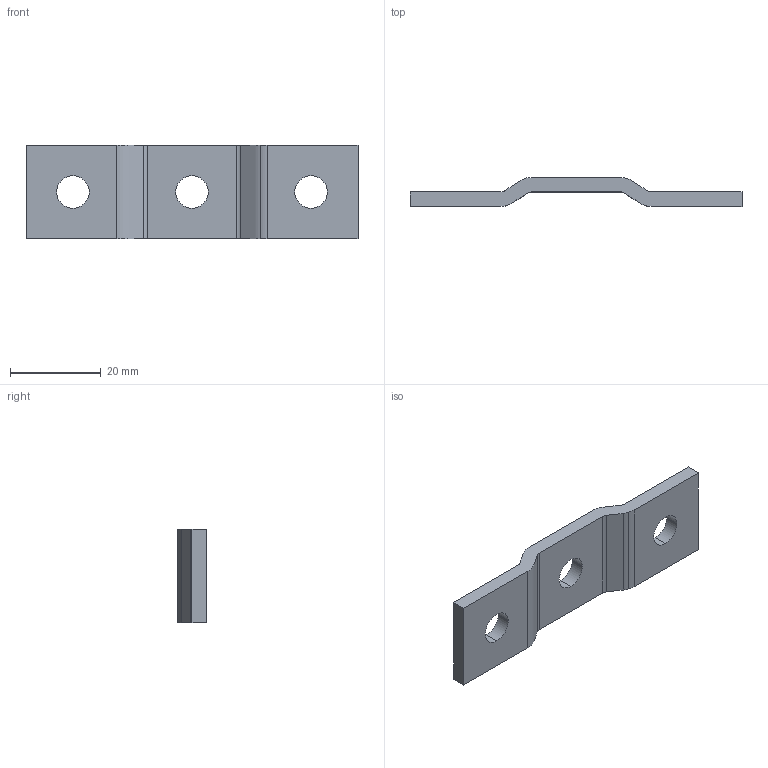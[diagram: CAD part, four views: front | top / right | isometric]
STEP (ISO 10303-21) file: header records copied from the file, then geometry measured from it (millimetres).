
FILE_DESCRIPTION(('TurboCAD Mac Pro'),'Build 980');
FILE_NAME('P6455.stp',' ',(''),(''),'ACIS Interop','IMSI','TurboCAD Mac Pro BY IMSI, INCORPORATED');
FILE_SCHEMA(('automotive_design'));
Length unit declared in the file: inch
Products named in the file (1): 1
Bounding box: 73.02 x 6.35 x 20.64 mm (x, y, z)
Volume: 4513.8 mm3; surface area: 3662.9 mm2
Topology: 1 solids, 1 shells, 35 faces, 99 edges, 66 vertices
Faces by surface type: bspline 21, plane 14
Entity records: 1636 total; most frequent: CARTESIAN_POINT 510, ORIENTED_EDGE 198, DIRECTION 123, EDGE_CURVE 99, VERTEX_POINT 66, LINE 57, VECTOR 57, EDGE_LOOP 41
